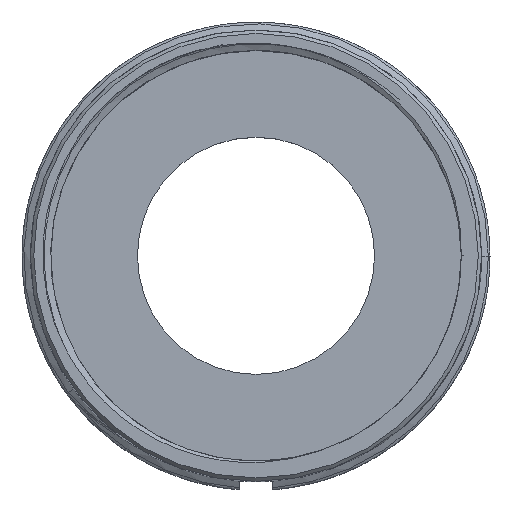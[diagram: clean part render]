
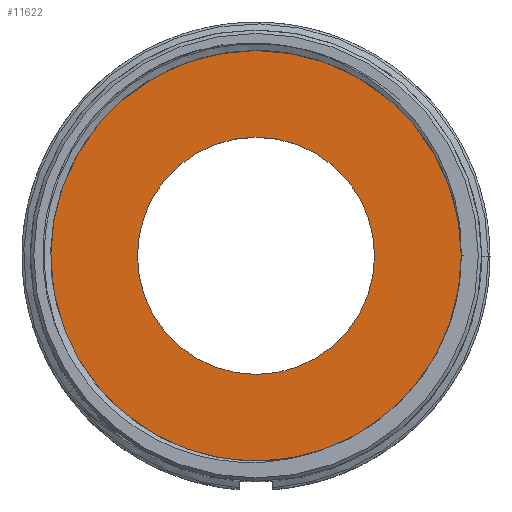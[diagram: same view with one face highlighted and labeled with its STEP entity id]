
A CAD part, top view. The second image highlights one B-rep face of the part: STEP entity #11622.
In plain terms, the highlighted planar face has unit normal (0, 0, 1).
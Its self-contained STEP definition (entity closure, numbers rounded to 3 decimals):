
#10512 = CYLINDRICAL_SURFACE('',#10513,17.5);
#10513 = AXIS2_PLACEMENT_3D('',#10514,#10515,#10516);
#10514 = CARTESIAN_POINT('',(0.,0.,-3.)
  );
#10515 = DIRECTION('',(0.,0.,1.));
#10516 = DIRECTION('',(0.,1.,0.));
#11117 = VERTEX_POINT('',#11118);
#11118 = CARTESIAN_POINT('',(0.,17.5,0.
    ));
#11139 = EDGE_CURVE('',#11117,#11117,#11140,.T.);
#11140 = SURFACE_CURVE('',#11141,(#11146,#11153),.PCURVE_S1.);
#11141 = CIRCLE('',#11142,17.5);
#11142 = AXIS2_PLACEMENT_3D('',#11143,#11144,#11145);
#11143 = CARTESIAN_POINT('',(0.,0.,
    0.));
#11144 = DIRECTION('',(0.,0.,-1.));
#11145 = DIRECTION('',(0.,1.,0.));
#11146 = PCURVE('',#10512,#11147);
#11147 = DEFINITIONAL_REPRESENTATION('',(#11148),#11152);
#11148 = LINE('',#11149,#11150);
#11149 = CARTESIAN_POINT('',(-0.,3.));
#11150 = VECTOR('',#11151,1.);
#11151 = DIRECTION('',(-1.,0.));
#11152 = ( GEOMETRIC_REPRESENTATION_CONTEXT(2) 
PARAMETRIC_REPRESENTATION_CONTEXT() REPRESENTATION_CONTEXT('2D SPACE',''
  ) );
#11153 = PCURVE('',#11154,#11159);
#11154 = PLANE('',#11155);
#11155 = AXIS2_PLACEMENT_3D('',#11156,#11157,#11158);
#11156 = CARTESIAN_POINT('',(0.,0.,
    0.));
#11157 = DIRECTION('',(0.,0.,-1.));
#11158 = DIRECTION('',(0.,1.,0.));
#11159 = DEFINITIONAL_REPRESENTATION('',(#11160),#11164);
#11160 = CIRCLE('',#11161,17.5);
#11161 = AXIS2_PLACEMENT_2D('',#11162,#11163);
#11162 = CARTESIAN_POINT('',(0.,0.));
#11163 = DIRECTION('',(1.,0.));
#11164 = ( GEOMETRIC_REPRESENTATION_CONTEXT(2) 
PARAMETRIC_REPRESENTATION_CONTEXT() REPRESENTATION_CONTEXT('2D SPACE',''
  ) );
#11622 = ADVANCED_FACE('',(#11623,#11626),#11154,.F.);
#11623 = FACE_BOUND('',#11624,.T.);
#11624 = EDGE_LOOP('',(#11625));
#11625 = ORIENTED_EDGE('',*,*,#11139,.T.);
#11626 = FACE_BOUND('',#11627,.T.);
#11627 = EDGE_LOOP('',(#11628,#11659));
#11628 = ORIENTED_EDGE('',*,*,#11629,.F.);
#11629 = EDGE_CURVE('',#11630,#11632,#11634,.T.);
#11630 = VERTEX_POINT('',#11631);
#11631 = CARTESIAN_POINT('',(0.,30.3,0.
    ));
#11632 = VERTEX_POINT('',#11633);
#11633 = CARTESIAN_POINT('',(30.3,0.,
    0.));
#11634 = SURFACE_CURVE('',#11635,(#11640,#11647),.PCURVE_S1.);
#11635 = CIRCLE('',#11636,30.3);
#11636 = AXIS2_PLACEMENT_3D('',#11637,#11638,#11639);
#11637 = CARTESIAN_POINT('',(0.,0.,
    0.));
#11638 = DIRECTION('',(0.,0.,-1.));
#11639 = DIRECTION('',(0.,1.,0.));
#11640 = PCURVE('',#11154,#11641);
#11641 = DEFINITIONAL_REPRESENTATION('',(#11642),#11646);
#11642 = CIRCLE('',#11643,30.3);
#11643 = AXIS2_PLACEMENT_2D('',#11644,#11645);
#11644 = CARTESIAN_POINT('',(0.,0.));
#11645 = DIRECTION('',(1.,0.));
#11646 = ( GEOMETRIC_REPRESENTATION_CONTEXT(2) 
PARAMETRIC_REPRESENTATION_CONTEXT() REPRESENTATION_CONTEXT('2D SPACE',''
  ) );
#11647 = PCURVE('',#11648,#11653);
#11648 = CYLINDRICAL_SURFACE('',#11649,30.3);
#11649 = AXIS2_PLACEMENT_3D('',#11650,#11651,#11652);
#11650 = CARTESIAN_POINT('',(0.,0.,
    0.));
#11651 = DIRECTION('',(0.,0.,1.));
#11652 = DIRECTION('',(0.,1.,0.));
#11653 = DEFINITIONAL_REPRESENTATION('',(#11654),#11658);
#11654 = LINE('',#11655,#11656);
#11655 = CARTESIAN_POINT('',(-0.,0.));
#11656 = VECTOR('',#11657,1.);
#11657 = DIRECTION('',(-1.,0.));
#11658 = ( GEOMETRIC_REPRESENTATION_CONTEXT(2) 
PARAMETRIC_REPRESENTATION_CONTEXT() REPRESENTATION_CONTEXT('2D SPACE',''
  ) );
#11659 = ORIENTED_EDGE('',*,*,#11660,.F.);
#11660 = EDGE_CURVE('',#11632,#11630,#11661,.T.);
#11661 = SURFACE_CURVE('',#11662,(#11667,#11674),.PCURVE_S1.);
#11662 = CIRCLE('',#11663,30.3);
#11663 = AXIS2_PLACEMENT_3D('',#11664,#11665,#11666);
#11664 = CARTESIAN_POINT('',(0.,0.,
    0.));
#11665 = DIRECTION('',(0.,0.,-1.));
#11666 = DIRECTION('',(0.,1.,0.));
#11667 = PCURVE('',#11154,#11668);
#11668 = DEFINITIONAL_REPRESENTATION('',(#11669),#11673);
#11669 = CIRCLE('',#11670,30.3);
#11670 = AXIS2_PLACEMENT_2D('',#11671,#11672);
#11671 = CARTESIAN_POINT('',(0.,0.));
#11672 = DIRECTION('',(1.,0.));
#11673 = ( GEOMETRIC_REPRESENTATION_CONTEXT(2) 
PARAMETRIC_REPRESENTATION_CONTEXT() REPRESENTATION_CONTEXT('2D SPACE',''
  ) );
#11674 = PCURVE('',#11675,#11680);
#11675 = CYLINDRICAL_SURFACE('',#11676,30.3);
#11676 = AXIS2_PLACEMENT_3D('',#11677,#11678,#11679);
#11677 = CARTESIAN_POINT('',(0.,0.,
    0.));
#11678 = DIRECTION('',(0.,0.,1.));
#11679 = DIRECTION('',(0.,1.,0.));
#11680 = DEFINITIONAL_REPRESENTATION('',(#11681),#11685);
#11681 = LINE('',#11682,#11683);
#11682 = CARTESIAN_POINT('',(-0.,0.));
#11683 = VECTOR('',#11684,1.);
#11684 = DIRECTION('',(-1.,0.));
#11685 = ( GEOMETRIC_REPRESENTATION_CONTEXT(2) 
PARAMETRIC_REPRESENTATION_CONTEXT() REPRESENTATION_CONTEXT('2D SPACE',''
  ) );
